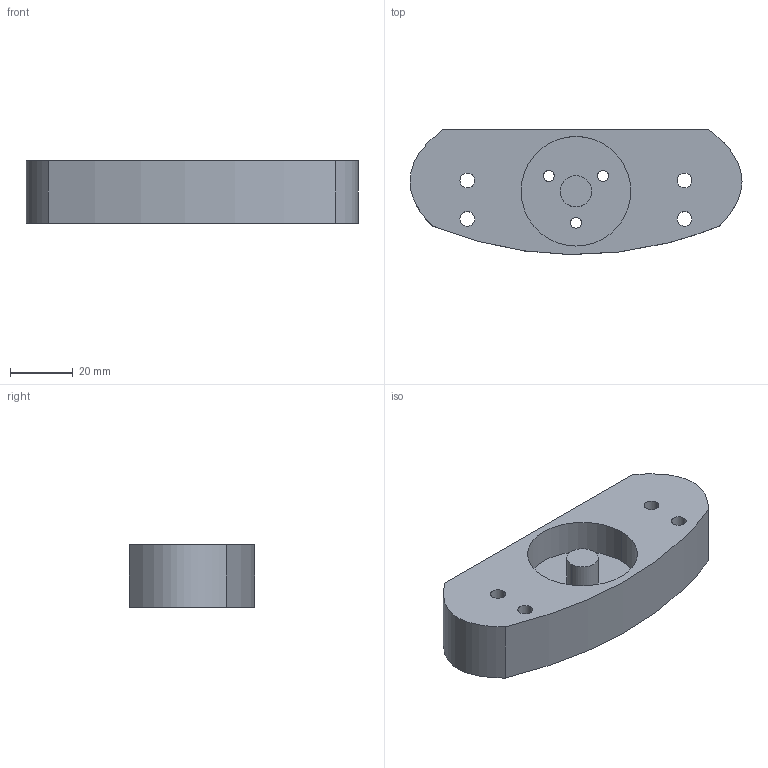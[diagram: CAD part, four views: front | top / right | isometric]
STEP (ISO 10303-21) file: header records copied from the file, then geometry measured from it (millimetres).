
FILE_DESCRIPTION (( 'STEP AP214' ), '1' );
FILE_NAME ('Arm Mount.STEP', '2024-08-09T05:16:15', ( '' ), ( '' ), 'SwSTEP 2.0', 'SolidWorks 2023', '' );
FILE_SCHEMA (( 'AUTOMOTIVE_DESIGN' ));
Length unit declared in the file: millimetre
Products named in the file (1): Arm Mount
Bounding box: 105.98 x 39.94 x 20 mm (x, y, z)
Volume: 60658.1 mm3; surface area: 15308.6 mm2
Topology: 1 solids, 1 shells, 35 faces, 84 edges, 56 vertices
Faces by surface type: cylinder 24, plane 8, bspline 3
Entity records: 1103 total; most frequent: CARTESIAN_POINT 203, DIRECTION 192, ORIENTED_EDGE 168, EDGE_CURVE 84, AXIS2_PLACEMENT_3D 81, VERTEX_POINT 56, EDGE_LOOP 54, CIRCLE 48
